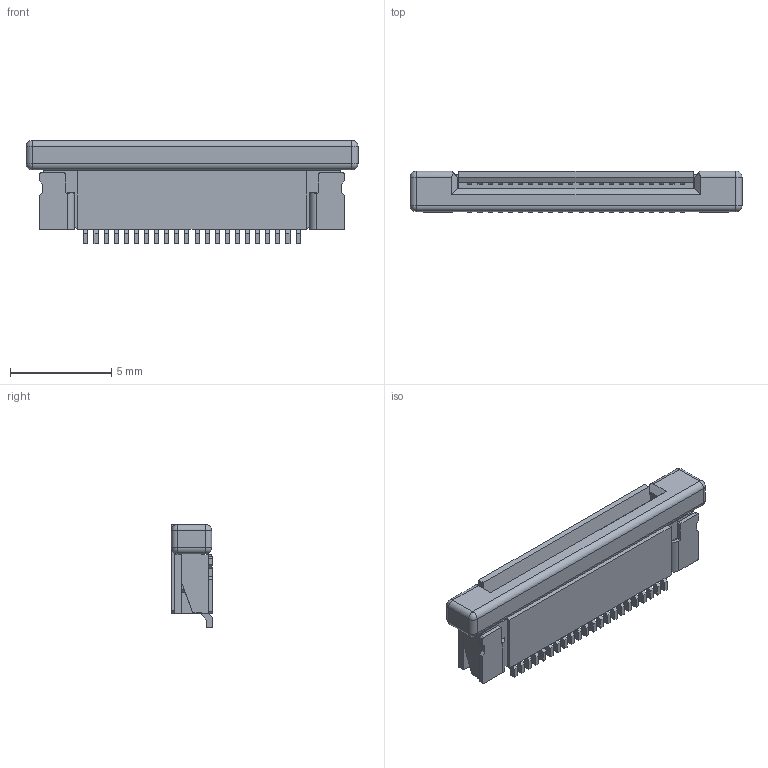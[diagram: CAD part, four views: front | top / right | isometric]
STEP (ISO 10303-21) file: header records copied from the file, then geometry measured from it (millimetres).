
FILE_DESCRIPTION(/* description */ ('STEP AP203'),/* implementation_level */ '2;1');
FILE_NAME(/* name */ '2-1734839-2',/* time_stamp */ '2024-02-01T21:01:22+01:00',/* author */ ('License CC BY-ND 4.0'),/* organization */ ('CADENAS'),/* preprocessor_version */ 'ST-DEVELOPER v19.3',/* originating_system */ 'PARTsolutions',/* authorisation */ ' ');
FILE_SCHEMA (('CONFIG_CONTROL_DESIGN'));
Length unit declared in the file: millimetre
Products named in the file (2): 2-1734839-2; 2-1734839-2_PART1
Assembly tree (1 placements, depth 2):
  2-1734839-2
    2-1734839-2_PART1
Bounding box: 16.43 x 2.05 x 5.11 mm (x, y, z)
Volume: 115.1 mm3; surface area: 364 mm2
Topology: 1 solids, 1 shells, 428 faces, 1186 edges, 772 vertices
Faces by surface type: plane 368, cylinder 52, sphere 8
Entity records: 13472 total; most frequent: CARTESIAN_POINT 2388, ORIENTED_EDGE 2372, DIRECTION 2152, EDGE_CURVE 1186, LINE 1080, VECTOR 1080, VERTEX_POINT 772, AXIS2_PLACEMENT_3D 536
